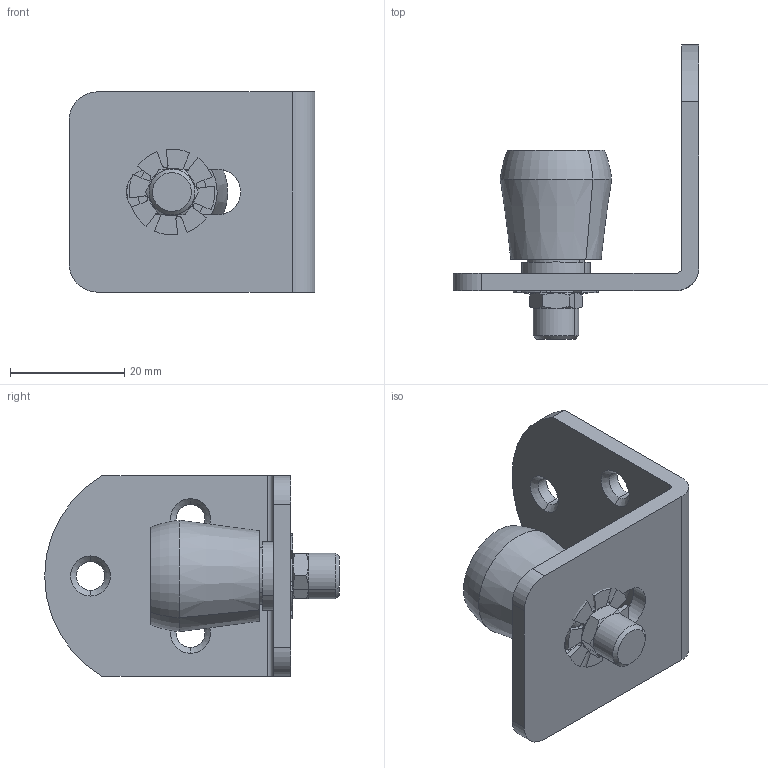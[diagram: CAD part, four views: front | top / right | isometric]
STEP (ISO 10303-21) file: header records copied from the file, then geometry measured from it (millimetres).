
FILE_DESCRIPTION (( 'STEP AP203' ), '1' );
FILE_NAME ('1.33.N53.STEP', '2019-06-03T09:36:13', ( '' ), ( '' ), 'SwSTEP 2.0', 'SolidWorks 2018', '' );
FILE_SCHEMA (( 'CONFIG_CONTROL_DESIGN' ));
Length unit declared in the file: millimetre
Products named in the file (1): 1.33.N53
Bounding box: 43 x 51.5 x 35 mm (x, y, z)
Volume: 13330.7 mm3; surface area: 9660.9 mm2
Topology: 5 solids, 5 shells, 123 faces, 299 edges, 188 vertices
Faces by surface type: cylinder 48, plane 41, cone 32, torus 2
Entity records: 3766 total; most frequent: CARTESIAN_POINT 715, DIRECTION 655, ORIENTED_EDGE 598, EDGE_CURVE 299, AXIS2_PLACEMENT_3D 256, VERTEX_POINT 188, LINE 143, VECTOR 143
